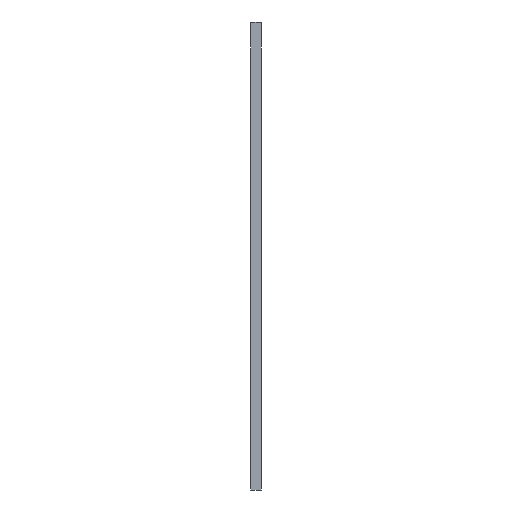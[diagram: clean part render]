
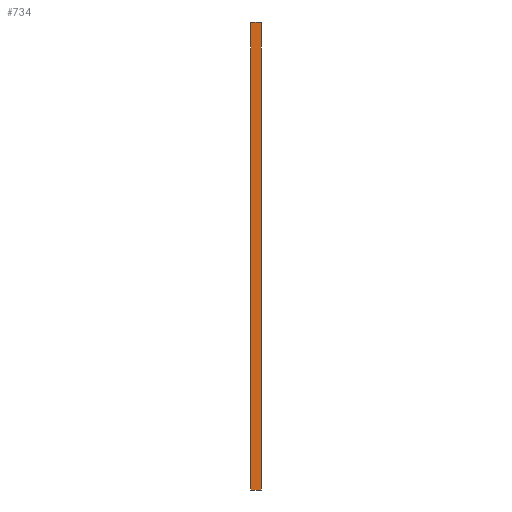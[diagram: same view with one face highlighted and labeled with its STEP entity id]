
A CAD part, left-side view. The second image highlights one B-rep face of the part: STEP entity #734.
In plain terms, the highlighted planar face has unit normal (-1, 0, 0).
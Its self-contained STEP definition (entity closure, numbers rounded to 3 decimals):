
#85 = VECTOR ( 'NONE', #367, 1000. ) ;
#90 = ORIENTED_EDGE ( 'NONE', *, *, #645, .F. ) ;
#93 = VECTOR ( 'NONE', #415, 1000. ) ;
#101 = CARTESIAN_POINT ( 'NONE',  ( -56.628, 2., -48.864 ) ) ;
#121 = CARTESIAN_POINT ( 'NONE',  ( -56.628, 2., 41.136 ) ) ;
#127 = CARTESIAN_POINT ( 'NONE',  ( -56.628, 2., 41.136 ) ) ;
#144 = AXIS2_PLACEMENT_3D ( 'NONE', #101, #757, #217 ) ;
#156 = CARTESIAN_POINT ( 'NONE',  ( -56.628, 0., -48.864 ) ) ;
#160 = DIRECTION ( 'NONE',  ( 0., 0., 1. ) ) ;
#190 = VECTOR ( 'NONE', #160, 1000. ) ;
#215 = LINE ( 'NONE', #156, #190 ) ;
#217 = DIRECTION ( 'NONE',  ( 0., 0., -1. ) ) ;
#271 = CARTESIAN_POINT ( 'NONE',  ( -56.628, 2., -48.864 ) ) ;
#278 = CARTESIAN_POINT ( 'NONE',  ( -56.628, 2., -48.864 ) ) ;
#281 = FACE_OUTER_BOUND ( 'NONE', #333, .T. ) ;
#314 = VERTEX_POINT ( 'NONE', #121 ) ;
#320 = ORIENTED_EDGE ( 'NONE', *, *, #478, .T. ) ;
#333 = EDGE_LOOP ( 'NONE', ( #320, #90, #452, #693 ) ) ;
#346 = VECTOR ( 'NONE', #529, 1000. ) ;
#367 = DIRECTION ( 'NONE',  ( 0., -1., 0. ) ) ;
#375 = LINE ( 'NONE', #127, #85 ) ;
#413 = EDGE_CURVE ( 'NONE', #443, #751, #716, .T. ) ;
#415 = DIRECTION ( 'NONE',  ( 0., -1., 0. ) ) ;
#443 = VERTEX_POINT ( 'NONE', #271 ) ;
#452 = ORIENTED_EDGE ( 'NONE', *, *, #739, .F. ) ;
#478 = EDGE_CURVE ( 'NONE', #751, #685, #215, .T. ) ;
#529 = DIRECTION ( 'NONE',  ( 0., 0., 1. ) ) ;
#582 = CARTESIAN_POINT ( 'NONE',  ( -56.628, 0., 41.136 ) ) ;
#645 = EDGE_CURVE ( 'NONE', #314, #685, #375, .T. ) ;
#651 = PLANE ( 'NONE',  #144 ) ;
#685 = VERTEX_POINT ( 'NONE', #582 ) ;
#693 = ORIENTED_EDGE ( 'NONE', *, *, #413, .T. ) ;
#716 = LINE ( 'NONE', #755, #93 ) ;
#734 = ADVANCED_FACE ( 'NONE', ( #281 ), #651, .F. ) ;
#739 = EDGE_CURVE ( 'NONE', #443, #314, #770, .T. ) ;
#751 = VERTEX_POINT ( 'NONE', #764 ) ;
#755 = CARTESIAN_POINT ( 'NONE',  ( -56.628, 2., -48.864 ) ) ;
#757 = DIRECTION ( 'NONE',  ( 1., 0., 0. ) ) ;
#764 = CARTESIAN_POINT ( 'NONE',  ( -56.628, 0., -48.864 ) ) ;
#770 = LINE ( 'NONE', #278, #346 ) ;
